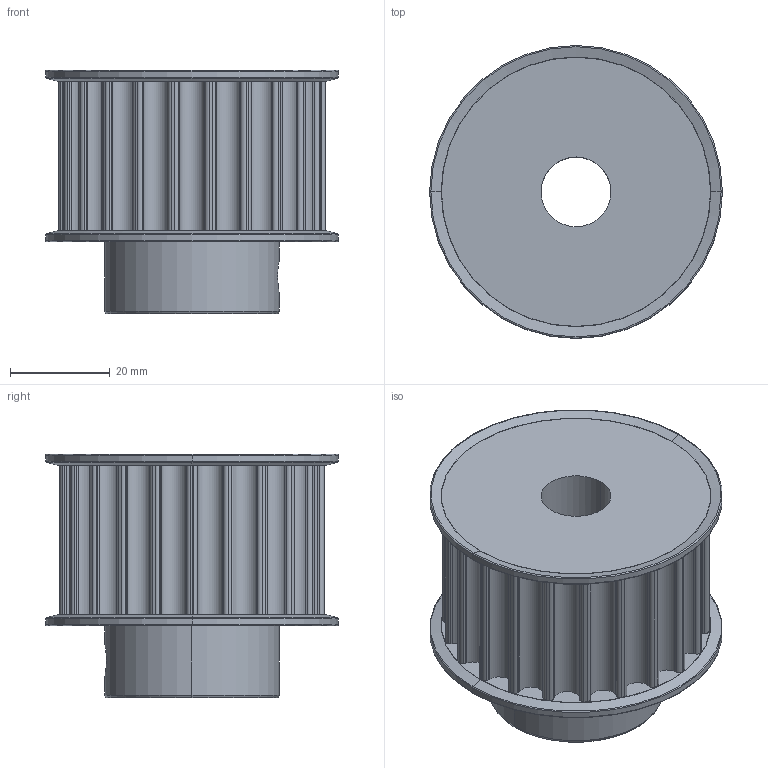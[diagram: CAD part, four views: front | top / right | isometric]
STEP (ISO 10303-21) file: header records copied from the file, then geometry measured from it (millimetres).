
FILE_DESCRIPTION (( 'STEP AP214' ), '1' );
FILE_NAME ('08M3022_C.STEP', '2018-08-11T11:55:03', ( '' ), ( '' ), 'SwSTEP 2.0', 'SolidWorks 2017', '' );
FILE_SCHEMA (( 'AUTOMOTIVE_DESIGN' ));
Length unit declared in the file: millimetre
Products named in the file (1): 08M3022_C
Bounding box: 58.67 x 58.67 x 48.76 mm (x, y, z)
Volume: 72191.5 mm3; surface area: 18786.5 mm2
Topology: 1 solids, 1 shells, 202 faces, 563 edges, 364 vertices
Faces by surface type: cylinder 123, plane 49, torus 18, cone 12
Entity records: 7344 total; most frequent: CARTESIAN_POINT 1390, DIRECTION 1247, ORIENTED_EDGE 1126, EDGE_CURVE 563, AXIS2_PLACEMENT_3D 489, VERTEX_POINT 364, CIRCLE 286, LINE 269
